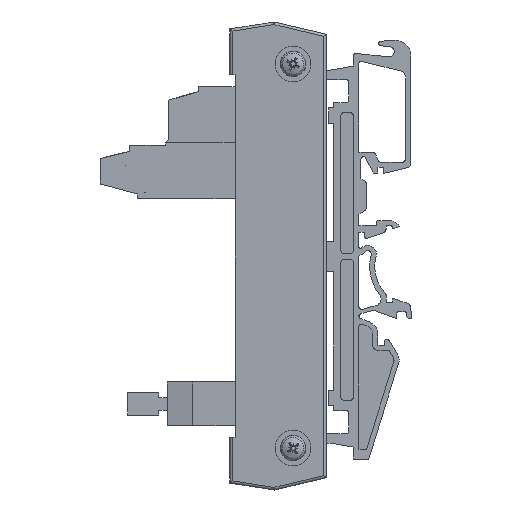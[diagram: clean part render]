
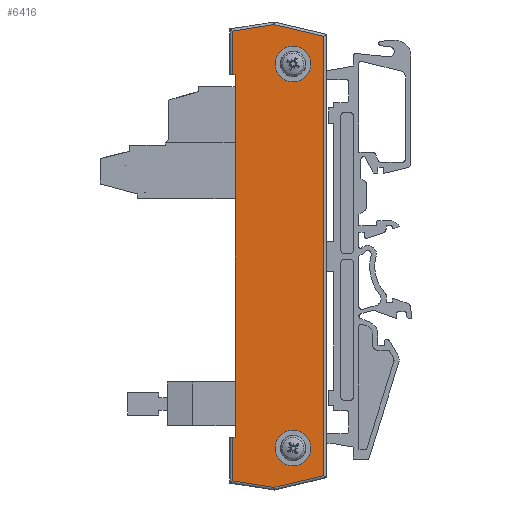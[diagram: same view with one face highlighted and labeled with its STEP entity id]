
A CAD part, left-side view. The second image highlights one B-rep face of the part: STEP entity #6416.
In plain terms, the highlighted face is planar.
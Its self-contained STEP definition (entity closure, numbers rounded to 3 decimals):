
#5955=CARTESIAN_POINT('',(-16.628,6.238,5.0));
#5956=VERTEX_POINT('',#5955);
#5963=CARTESIAN_POINT('',(54.672,6.238,5.0));
#5964=VERTEX_POINT('',#5963);
#5965=CARTESIAN_POINT('',(54.672,6.238,5.0));
#5966=DIRECTION('',(-1.0,0.0,0.0));
#5967=VECTOR('',#5966,71.3);
#5968=LINE('',#5965,#5967);
#5969=EDGE_CURVE('',#5964,#5956,#5968,.T.);
#6212=CARTESIAN_POINT('',(60.272,-5.162,5.0));
#6213=VERTEX_POINT('',#6212);
#6214=CARTESIAN_POINT('',(56.772,-5.162,5.0));
#6215=DIRECTION('',(0.0,0.0,-1.0));
#6216=DIRECTION('',(-1.0,0.0,0.0));
#6217=AXIS2_PLACEMENT_3D('',#6214,#6215,#6216);
#6218=CIRCLE('',#6217,3.5);
#6219=EDGE_CURVE('',#6213,#6213,#6218,.T.);
#6252=CARTESIAN_POINT('',(-15.228,-5.162,5.0));
#6253=VERTEX_POINT('',#6252);
#6254=CARTESIAN_POINT('',(-18.728,-5.162,5.0));
#6255=DIRECTION('',(0.0,0.0,-1.0));
#6256=DIRECTION('',(-1.0,0.0,0.0));
#6257=AXIS2_PLACEMENT_3D('',#6254,#6255,#6256);
#6258=CIRCLE('',#6257,3.5);
#6259=EDGE_CURVE('',#6253,#6253,#6258,.T.);
#6293=CARTESIAN_POINT('',(54.672,6.738,5.0));
#6294=VERTEX_POINT('',#6293);
#6295=CARTESIAN_POINT('',(54.672,6.738,5.0));
#6296=DIRECTION('',(0.0,-1.0,0.0));
#6297=VECTOR('',#6296,0.5);
#6298=LINE('',#6295,#6297);
#6299=EDGE_CURVE('',#6294,#5964,#6298,.T.);
#6324=CARTESIAN_POINT('',(-16.628,6.738,5.0));
#6325=VERTEX_POINT('',#6324);
#6333=CARTESIAN_POINT('',(-16.628,6.238,5.0));
#6334=DIRECTION('',(0.0,1.0,0.0));
#6335=VECTOR('',#6334,0.5);
#6336=LINE('',#6333,#6335);
#6337=EDGE_CURVE('',#5956,#6325,#6336,.T.);
#6346=CARTESIAN_POINT('',(19.022,-2.126,5.0));
#6347=DIRECTION('',(0.0,0.0,1.0));
#6348=DIRECTION('',(1.0,0.0,0.0));
#6349=AXIS2_PLACEMENT_3D('',#6346,#6347,#6348);
#6350=PLANE('',#6349);
#6351=ORIENTED_EDGE('',*,*,#6299,.T.);
#6352=ORIENTED_EDGE('',*,*,#5969,.T.);
#6353=ORIENTED_EDGE('',*,*,#6337,.T.);
#6354=CARTESIAN_POINT('',(-25.176,6.738,5.0));
#6355=VERTEX_POINT('',#6354);
#6356=CARTESIAN_POINT('',(-25.176,6.738,5.0));
#6357=DIRECTION('',(1.0,0.0,0.0));
#6358=VECTOR('',#6357,8.548);
#6359=LINE('',#6356,#6358);
#6360=EDGE_CURVE('',#6355,#6325,#6359,.T.);
#6361=ORIENTED_EDGE('',*,*,#6360,.F.);
#6362=CARTESIAN_POINT('',(-26.459,-1.405,5.0));
#6363=VERTEX_POINT('',#6362);
#6364=CARTESIAN_POINT('',(-26.459,-1.405,5.0));
#6365=DIRECTION('',(0.156,0.988,0.0));
#6366=VECTOR('',#6365,8.244);
#6367=LINE('',#6364,#6366);
#6368=EDGE_CURVE('',#6363,#6355,#6367,.T.);
#6369=ORIENTED_EDGE('',*,*,#6368,.F.);
#6370=CARTESIAN_POINT('',(-24.157,-11.162,5.0));
#6371=VERTEX_POINT('',#6370);
#6372=CARTESIAN_POINT('',(-24.157,-11.162,5.0));
#6373=DIRECTION('',(-0.23,0.973,0.0));
#6374=VECTOR('',#6373,10.024);
#6375=LINE('',#6372,#6374);
#6376=EDGE_CURVE('',#6371,#6363,#6375,.T.);
#6377=ORIENTED_EDGE('',*,*,#6376,.F.);
#6378=CARTESIAN_POINT('',(62.201,-11.162,5.0));
#6379=VERTEX_POINT('',#6378);
#6380=CARTESIAN_POINT('',(62.201,-11.162,5.0));
#6381=DIRECTION('',(-1.0,0.0,0.0));
#6382=VECTOR('',#6381,86.358);
#6383=LINE('',#6380,#6382);
#6384=EDGE_CURVE('',#6379,#6371,#6383,.T.);
#6385=ORIENTED_EDGE('',*,*,#6384,.F.);
#6386=CARTESIAN_POINT('',(64.503,-1.405,5.0));
#6387=VERTEX_POINT('',#6386);
#6388=CARTESIAN_POINT('',(64.503,-1.405,5.0));
#6389=DIRECTION('',(-0.23,-0.973,0.0));
#6390=VECTOR('',#6389,10.024);
#6391=LINE('',#6388,#6390);
#6392=EDGE_CURVE('',#6387,#6379,#6391,.T.);
#6393=ORIENTED_EDGE('',*,*,#6392,.F.);
#6394=CARTESIAN_POINT('',(63.22,6.738,5.0));
#6395=VERTEX_POINT('',#6394);
#6396=CARTESIAN_POINT('',(63.22,6.738,5.0));
#6397=DIRECTION('',(0.156,-0.988,0.0));
#6398=VECTOR('',#6397,8.244);
#6399=LINE('',#6396,#6398);
#6400=EDGE_CURVE('',#6395,#6387,#6399,.T.);
#6401=ORIENTED_EDGE('',*,*,#6400,.F.);
#6402=CARTESIAN_POINT('',(54.672,6.738,5.0));
#6403=DIRECTION('',(1.0,0.0,0.0));
#6404=VECTOR('',#6403,8.548);
#6405=LINE('',#6402,#6404);
#6406=EDGE_CURVE('',#6294,#6395,#6405,.T.);
#6407=ORIENTED_EDGE('',*,*,#6406,.F.);
#6408=EDGE_LOOP('',(#6351,#6352,#6353,#6361,#6369,#6377,#6385,#6393,#6401,#6407));
#6409=FACE_OUTER_BOUND('',#6408,.T.);
#6410=ORIENTED_EDGE('',*,*,#6219,.T.);
#6411=EDGE_LOOP('',(#6410));
#6412=FACE_BOUND('',#6411,.T.);
#6413=ORIENTED_EDGE('',*,*,#6259,.T.);
#6414=EDGE_LOOP('',(#6413));
#6415=FACE_BOUND('',#6414,.T.);
#6416=ADVANCED_FACE('',(#6409,#6412,#6415),#6350,.T.);
